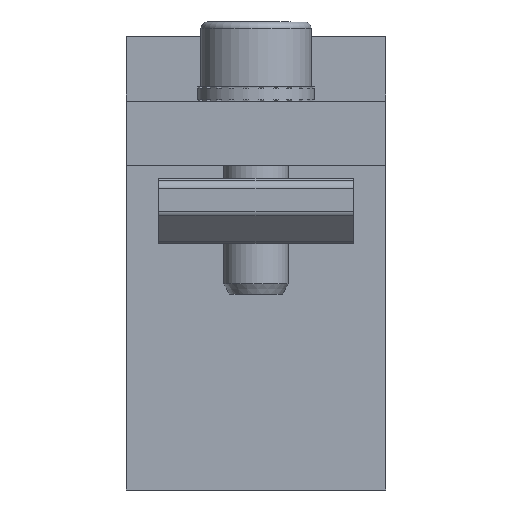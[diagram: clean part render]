
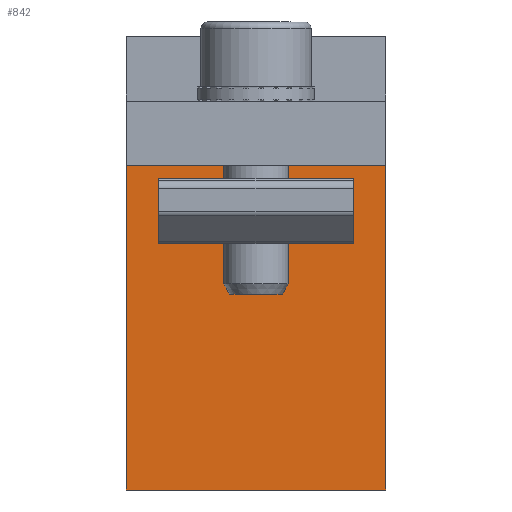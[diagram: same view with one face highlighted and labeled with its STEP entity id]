
A CAD part, left-side view. The second image highlights one B-rep face of the part: STEP entity #842.
In plain terms, the highlighted planar face has unit normal (-1, 0, 0).
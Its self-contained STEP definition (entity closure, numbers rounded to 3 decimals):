
#842=ADVANCED_FACE('',(#1639),#1640,.T.);
#1639=FACE_OUTER_BOUND('',#2427,.T.);
#1640=PLANE('',#2428);
#2427=EDGE_LOOP('',(#4782,#4783,#4784,#4785));
#2428=AXIS2_PLACEMENT_3D('',#4786,#4787,#4788);
#4782=ORIENTED_EDGE('',*,*,#5822,.T.);
#4783=ORIENTED_EDGE('',*,*,#5823,.F.);
#4784=ORIENTED_EDGE('',*,*,#5824,.F.);
#4785=ORIENTED_EDGE('',*,*,#5825,.F.);
#4786=CARTESIAN_POINT('',(6.5,45.0,7.5));
#4787=DIRECTION('',(-1.0,0.0,0.));
#4788=DIRECTION('',(0.,0.0,1.0));
#5822=EDGE_CURVE('',#7241,#7242,#7243,.T.);
#5823=EDGE_CURVE('',#7244,#7242,#7245,.T.);
#5824=EDGE_CURVE('',#7246,#7244,#7247,.T.);
#5825=EDGE_CURVE('',#7241,#7246,#7248,.T.);
#7241=VERTEX_POINT('',#9183);
#7242=VERTEX_POINT('',#9184);
#7243=LINE('',#9185,#9186);
#7244=VERTEX_POINT('',#9187);
#7245=LINE('',#9188,#9189);
#7246=VERTEX_POINT('',#9190);
#7247=LINE('',#9191,#9192);
#7248=LINE('',#9193,#9194);
#9183=CARTESIAN_POINT('',(6.5,20.0,-17.5));
#9184=CARTESIAN_POINT('',(6.5,0.0,-17.5));
#9185=CARTESIAN_POINT('',(6.5,45.0,-17.5));
#9186=VECTOR('',#10389,1.0);
#9187=CARTESIAN_POINT('',(6.5,0.0,7.5));
#9188=CARTESIAN_POINT('',(6.5,0.0,7.5));
#9189=VECTOR('',#10390,1.0);
#9190=CARTESIAN_POINT('',(6.5,20.0,7.5));
#9191=CARTESIAN_POINT('',(6.5,45.0,7.5));
#9192=VECTOR('',#10391,1.0);
#9193=CARTESIAN_POINT('',(6.5,20.0,17.5));
#9194=VECTOR('',#10392,1.0);
#10389=DIRECTION('',(0.0,-1.0,0.0));
#10390=DIRECTION('',(0.,0.0,-1.0));
#10391=DIRECTION('',(0.0,-1.0,0.0));
#10392=DIRECTION('',(0.,0.0,1.0));
